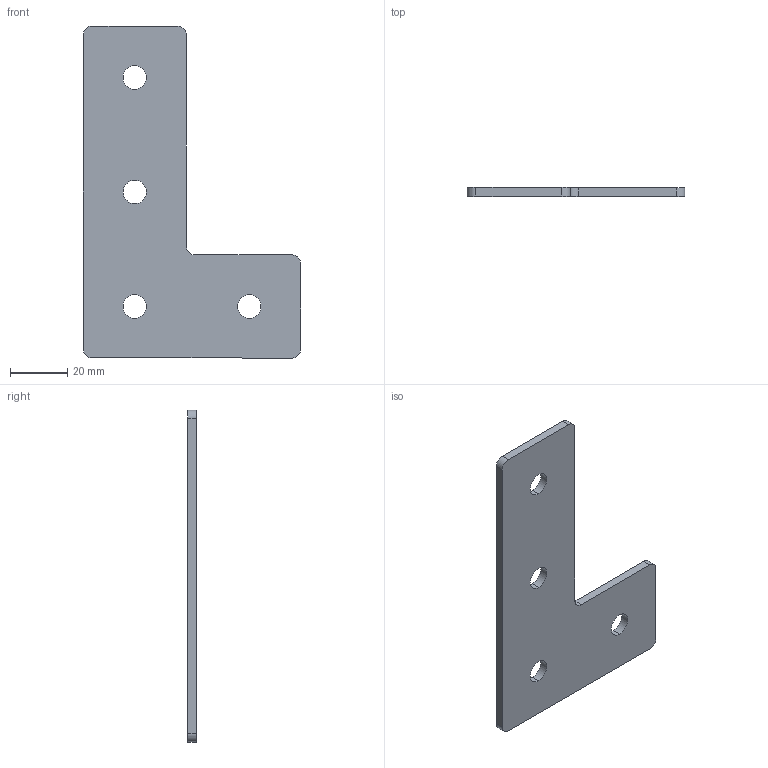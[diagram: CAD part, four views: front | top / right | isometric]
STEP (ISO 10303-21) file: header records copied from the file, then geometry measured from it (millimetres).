
FILE_DESCRIPTION (( 'STEP AP214' ), '1' );
FILE_NAME ('Ñáîðêà5.STEP', '2024-07-01T12:54:03', ( '' ), ( '' ), 'SwSTEP 2.0', 'SolidWorks 2022', '' );
FILE_SCHEMA (( 'AUTOMOTIVE_DESIGN' ));
Length unit declared in the file: millimetre
Products named in the file (2): A840 Г-соединитель 80х120B_00; Сборка5
Assembly tree (1 placements, depth 2):
  Сборка5
    A840 Г-соединитель 80х120B_00
Bounding box: 76 x 3 x 116 mm (x, y, z)
Volume: 16191.1 mm3; surface area: 12232 mm2
Topology: 1 solids, 1 shells, 22 faces, 60 edges, 40 vertices
Faces by surface type: cylinder 14, plane 8
Entity records: 794 total; most frequent: DIRECTION 140, CARTESIAN_POINT 126, ORIENTED_EDGE 120, EDGE_CURVE 60, AXIS2_PLACEMENT_3D 54, VERTEX_POINT 40, VECTOR 32, LINE 32
